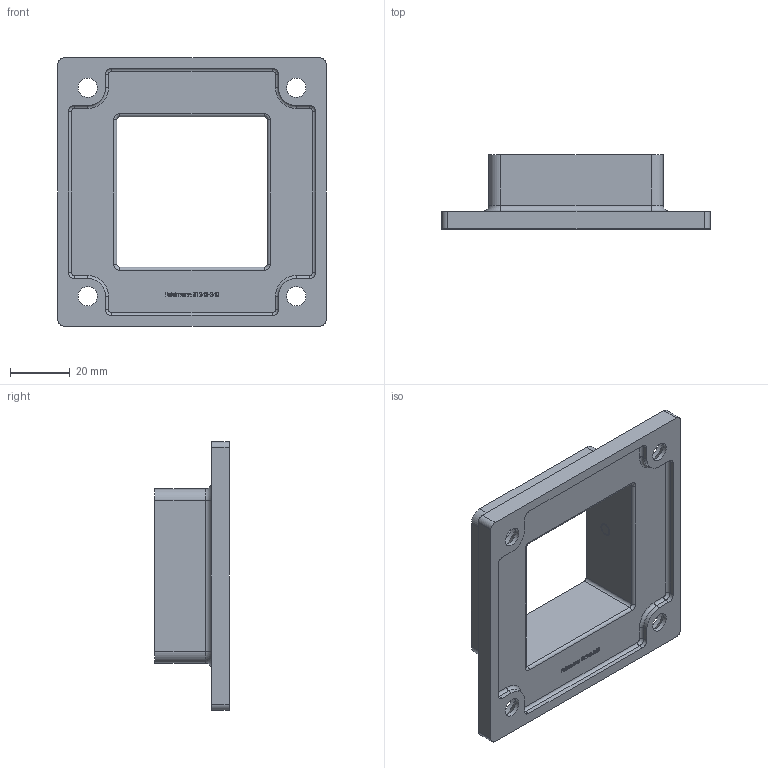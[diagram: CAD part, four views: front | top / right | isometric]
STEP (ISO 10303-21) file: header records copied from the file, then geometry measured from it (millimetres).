
FILE_DESCRIPTION (( 'STEP AP203' ), '1' );
FILE_NAME ('51243-240.STEP', '2021-11-26T10:44:52', ( '' ), ( '' ), 'SwSTEP 2.0', 'SolidWorks 2018', '' );
FILE_SCHEMA (( 'CONFIG_CONTROL_DESIGN' ));
Length unit declared in the file: millimetre
Products named in the file (6): DIN913 M5x4_DIN913 M5x4 V2A; 5124X-XXX Teil1; 51243-240; 5124X-XXX Teil1_51243-240; DIN913 M5x4
Assembly tree (4 placements, depth 2):
  51243-240
    5124X-XXX Teil1_51243-240
    DIN913 M5x4_DIN913 M5x4 V2A
  51243-240
    5124X-XXX Teil1
    DIN913 M5x4
Bounding box: 90 x 25 x 90 mm (x, y, z)
Volume: 38669.5 mm3; surface area: 22813.7 mm2
Topology: 2 solids, 2 shells, 343 faces, 892 edges, 581 vertices
Faces by surface type: plane 171, bspline 91, cylinder 54, torus 20, cone 7
Full cylindrical faces by diameter (mm): 4.2 x1, 5 x1, 6.5 x4, 12.5 x4
Entity records: 16384 total; most frequent: CARTESIAN_POINT 7960, ORIENTED_EDGE 1742, DIRECTION 1344, EDGE_CURVE 871, VERTEX_POINT 575, VECTOR 558, LINE 558, EDGE_LOOP 398
